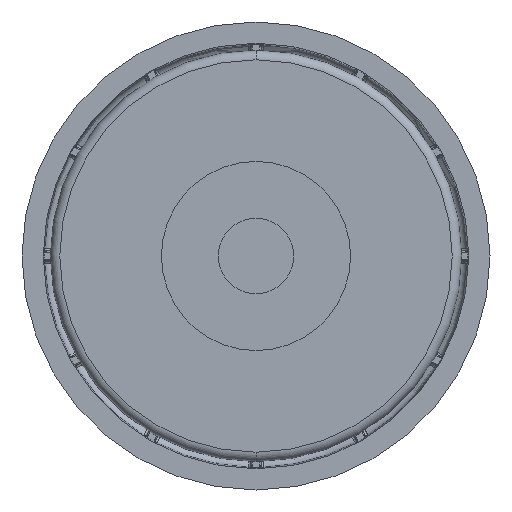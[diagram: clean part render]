
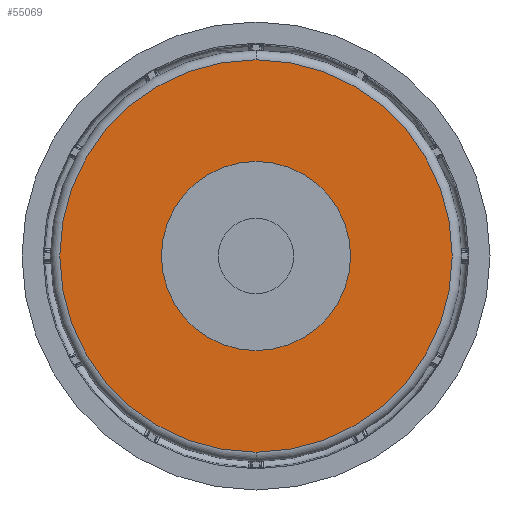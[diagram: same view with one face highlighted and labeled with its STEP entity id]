
A CAD part, front view. The second image highlights one B-rep face of the part: STEP entity #55069.
In plain terms, the highlighted planar face has unit normal (0, -1, 0).
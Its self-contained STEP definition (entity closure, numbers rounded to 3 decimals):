
#731 = ORIENTED_EDGE ( 'NONE', *, *, #25571, .T. ) ;
#1472 = CARTESIAN_POINT ( 'NONE',  ( 0., -2., 0. ) ) ;
#1595 = CARTESIAN_POINT ( 'NONE',  ( 0., -2., 0. ) ) ;
#2833 = EDGE_LOOP ( 'NONE', ( #731, #59796 ) ) ;
#3626 = CARTESIAN_POINT ( 'NONE',  ( 0., -2., 41.5 ) ) ;
#4429 = AXIS2_PLACEMENT_3D ( 'NONE', #1595, #44646, #7774 ) ;
#7643 = DIRECTION ( 'NONE',  ( 0., 0., -1. ) ) ;
#7774 = DIRECTION ( 'NONE',  ( 0., 0., -1. ) ) ;
#11114 = AXIS2_PLACEMENT_3D ( 'NONE', #15888, #58983, #22054 ) ;
#11482 = ORIENTED_EDGE ( 'NONE', *, *, #57888, .F. ) ;
#11528 = AXIS2_PLACEMENT_3D ( 'NONE', #36797, #79810, #42960 ) ;
#13275 = CIRCLE ( 'NONE', #4429, 41.5 ) ;
#15888 = CARTESIAN_POINT ( 'NONE',  ( 20., -2., 0. ) ) ;
#17043 = VERTEX_POINT ( 'NONE', #64299 ) ;
#20105 = DIRECTION ( 'NONE',  ( 0., 1., 0. ) ) ;
#20507 = EDGE_LOOP ( 'NONE', ( #26165, #11482 ) ) ;
#22054 = DIRECTION ( 'NONE',  ( 0., 0., -1. ) ) ;
#25571 = EDGE_CURVE ( 'NONE', #60738, #17043, #61020, .T. ) ;
#26165 = ORIENTED_EDGE ( 'NONE', *, *, #27758, .F. ) ;
#26261 = CIRCLE ( 'NONE', #67510, 20. ) ;
#27758 = EDGE_CURVE ( 'NONE', #56070, #51345, #13275, .T. ) ;
#28901 = AXIS2_PLACEMENT_3D ( 'NONE', #57026, #20105, #63180 ) ;
#33902 = PLANE ( 'NONE',  #11114 ) ;
#35965 = FACE_OUTER_BOUND ( 'NONE', #20507, .T. ) ;
#36797 = CARTESIAN_POINT ( 'NONE',  ( 0., -2., 0. ) ) ;
#42960 = DIRECTION ( 'NONE',  ( 0., 0., -1. ) ) ;
#44525 = DIRECTION ( 'NONE',  ( 0., 1., 0. ) ) ;
#44646 = DIRECTION ( 'NONE',  ( 0., 1., 0. ) ) ;
#51345 = VERTEX_POINT ( 'NONE', #3626 ) ;
#52344 = FACE_BOUND ( 'NONE', #2833, .T. ) ;
#54675 = CARTESIAN_POINT ( 'NONE',  ( 0., -2., -20. ) ) ;
#55069 = ADVANCED_FACE ( 'NONE', ( #35965, #52344 ), #33902, .T. ) ;
#56070 = VERTEX_POINT ( 'NONE', #59844 ) ;
#57026 = CARTESIAN_POINT ( 'NONE',  ( 0., -2., 0. ) ) ;
#57888 = EDGE_CURVE ( 'NONE', #51345, #56070, #73858, .T. ) ;
#58983 = DIRECTION ( 'NONE',  ( 0., -1., 0. ) ) ;
#59796 = ORIENTED_EDGE ( 'NONE', *, *, #70555, .T. ) ;
#59844 = CARTESIAN_POINT ( 'NONE',  ( 0., -2., -41.5 ) ) ;
#60738 = VERTEX_POINT ( 'NONE', #54675 ) ;
#61020 = CIRCLE ( 'NONE', #11528, 20. ) ;
#63180 = DIRECTION ( 'NONE',  ( 0., 0., -1. ) ) ;
#64299 = CARTESIAN_POINT ( 'NONE',  ( 0., -2., 20. ) ) ;
#67510 = AXIS2_PLACEMENT_3D ( 'NONE', #1472, #44525, #7643 ) ;
#70555 = EDGE_CURVE ( 'NONE', #17043, #60738, #26261, .T. ) ;
#73858 = CIRCLE ( 'NONE', #28901, 41.5 ) ;
#79810 = DIRECTION ( 'NONE',  ( 0., 1., 0. ) ) ;
